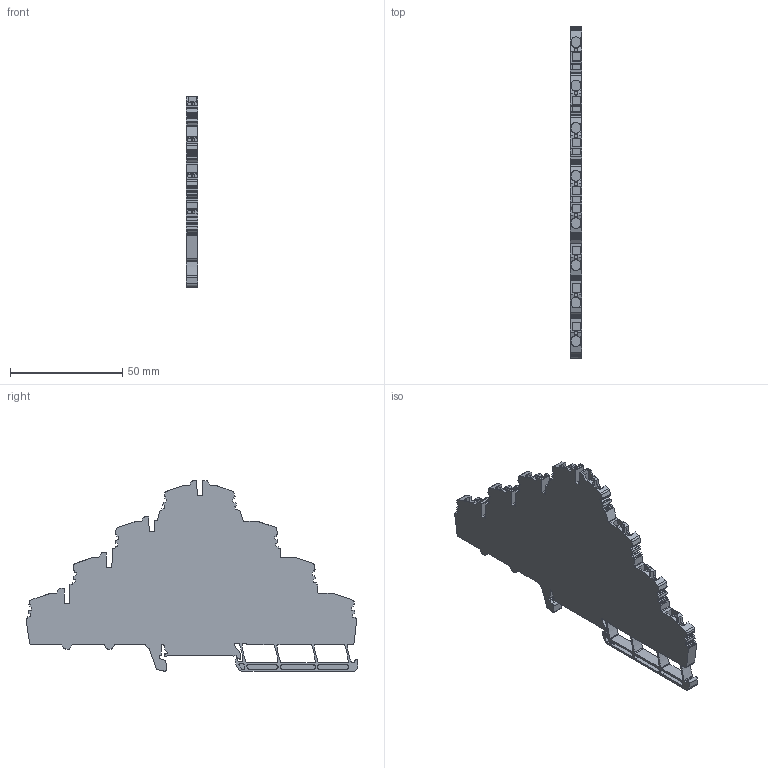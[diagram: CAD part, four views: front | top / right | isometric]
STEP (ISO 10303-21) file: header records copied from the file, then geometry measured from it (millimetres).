
FILE_DESCRIPTION(('CATIA V5 STEP Exchange','CAx-IF Rec.Pracs.--- Model Styling and Organization---1.4--- 2014-01-23'),'2;1');
FILE_NAME ('D1449791_0', '2020-01-10T07:56:13+00:00', ('none'), ('Weidmueller'), 'CATIA Version 5-6 Release 2016 SP3 HF44', 'CATIA V5 STEP AP214', 'none');
FILE_SCHEMA(('AUTOMOTIVE_DESIGN { 1 0 10303 214 1 1 1 1 }'));
Length unit declared in the file: millimetre
Products named in the file (1): 1208920000_ZVLD_2-5
Bounding box: 5.1 x 147.84 x 84.98 mm (x, y, z)
Volume: 33565.3 mm3; surface area: 20336 mm2
Topology: 1 solids, 1 shells, 752 faces, 2172 edges, 1438 vertices
Faces by surface type: plane 503, cylinder 221, bspline 14, cone 14
Entity records: 24666 total; most frequent: CARTESIAN_POINT 5719, ORIENTED_EDGE 4344, DIRECTION 3239, EDGE_CURVE 2172, VECTOR 1624, LINE 1624, VERTEX_POINT 1438, AXIS2_PLACEMENT_3D 1029
